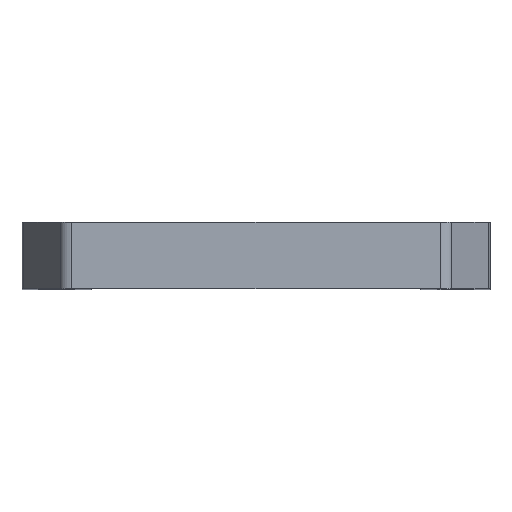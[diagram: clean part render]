
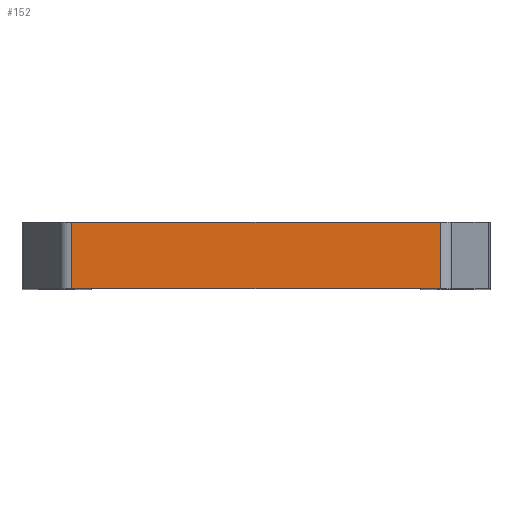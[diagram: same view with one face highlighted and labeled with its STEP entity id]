
A CAD part, top view. The second image highlights one B-rep face of the part: STEP entity #152.
In plain terms, the highlighted planar face has unit normal (0, 0, 1).
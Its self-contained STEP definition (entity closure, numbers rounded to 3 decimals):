
#102=FACE_OUTER_BOUND('',#264,.T.);
#152=ADVANCED_FACE('',(#102),#177,.T.);
#177=PLANE('',#1131);
#264=EDGE_LOOP('',(#690,#691,#692,#693));
#277=LINE('',#1463,#361);
#298=LINE('',#1572,#382);
#348=LINE('',#1717,#432);
#349=LINE('',#1719,#433);
#361=VECTOR('',#1154,1.);
#382=VECTOR('',#1247,1.);
#432=VECTOR('',#1415,1.);
#433=VECTOR('',#1418,1.);
#690=ORIENTED_EDGE('',*,*,#833,.T.);
#691=ORIENTED_EDGE('',*,*,#961,.F.);
#692=ORIENTED_EDGE('',*,*,#887,.F.);
#693=ORIENTED_EDGE('',*,*,#960,.T.);
#737=VERTEX_POINT('',#1462);
#738=VERTEX_POINT('',#1464);
#789=VERTEX_POINT('',#1571);
#790=VERTEX_POINT('',#1573);
#833=EDGE_CURVE('',#738,#737,#277,.T.);
#887=EDGE_CURVE('',#789,#790,#298,.T.);
#960=EDGE_CURVE('',#789,#738,#348,.T.);
#961=EDGE_CURVE('',#790,#737,#349,.T.);
#1131=AXIS2_PLACEMENT_3D('',#1720,#1419,#1420);
#1154=DIRECTION('',(-1.,0.,0.));
#1247=DIRECTION('',(-1.,0.,0.));
#1415=DIRECTION('',(0.,1.,0.));
#1418=DIRECTION('',(0.,1.,0.));
#1419=DIRECTION('',(0.,0.,1.));
#1420=DIRECTION('',(1.,0.,0.));
#1462=CARTESIAN_POINT('',(23.153,20.,14.5));
#1463=CARTESIAN_POINT('',(50.847,20.,14.5));
#1464=CARTESIAN_POINT('',(50.847,20.,14.5));
#1571=CARTESIAN_POINT('',(50.847,15.,14.5));
#1572=CARTESIAN_POINT('',(50.847,15.,14.5));
#1573=CARTESIAN_POINT('',(23.153,15.,14.5));
#1717=CARTESIAN_POINT('',(50.847,15.,14.5));
#1719=CARTESIAN_POINT('',(23.153,15.,14.5));
#1720=CARTESIAN_POINT('',(51.425,20.,14.5));
